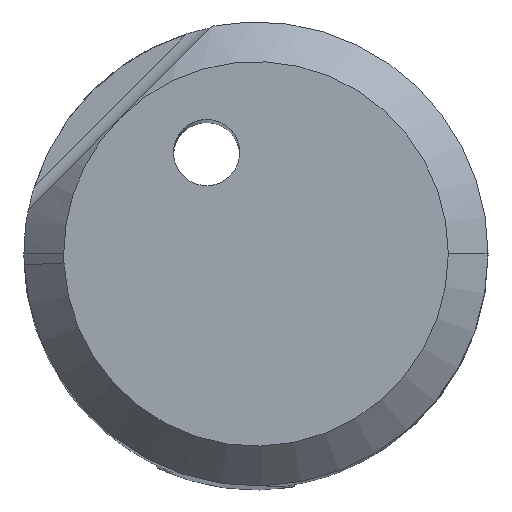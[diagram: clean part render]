
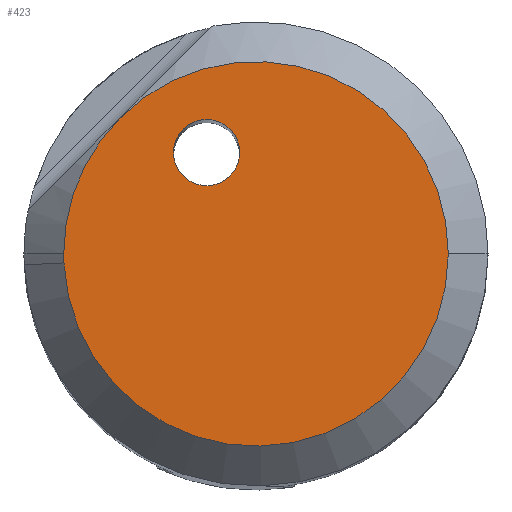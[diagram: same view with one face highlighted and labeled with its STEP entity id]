
A CAD part, top view. The second image highlights one B-rep face of the part: STEP entity #423.
In plain terms, the highlighted planar face has unit normal (0, 0, 1).
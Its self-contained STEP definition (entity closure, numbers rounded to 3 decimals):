
#162=AXIS2_PLACEMENT_3D('Circle Axis2P3D',#160,#161,$) ;
#187=AXIS2_PLACEMENT_3D('Circle Axis2P3D',#185,#186,$) ;
#362=AXIS2_PLACEMENT_3D('Circle Axis2P3D',#360,#361,$) ;
#392=AXIS2_PLACEMENT_3D('Plane Axis2P3D',#389,#390,#391) ;
#396=AXIS2_PLACEMENT_3D('Circle Axis2P3D',#394,#395,$) ;
#407=AXIS2_PLACEMENT_3D('Circle Axis2P3D',#405,#406,$) ;
#416=AXIS2_PLACEMENT_3D('Circle Axis2P3D',#414,#415,$) ;
#140=CARTESIAN_POINT('Vertex',(-2.897,-0.137,0.)) ;
#157=CARTESIAN_POINT('Vertex',(2.9,0.,0.)) ;
#160=CARTESIAN_POINT('Axis2P3D Location',(0.,0.,0.)) ;
#185=CARTESIAN_POINT('Axis2P3D Location',(0.,0.,0.)) ;
#189=CARTESIAN_POINT('Vertex',(-2.9,0.,0.)) ;
#360=CARTESIAN_POINT('Axis2P3D Location',(0.,0.,0.)) ;
#364=CARTESIAN_POINT('Vertex',(-2.051,2.051,0.)) ;
#389=CARTESIAN_POINT('Axis2P3D Location',(0.,0.,0.)) ;
#394=CARTESIAN_POINT('Axis2P3D Location',(0.,0.,0.)) ;
#405=CARTESIAN_POINT('Axis2P3D Location',(-0.745,1.528,0.)) ;
#409=CARTESIAN_POINT('Vertex',(-1.244,1.487,0.)) ;
#411=CARTESIAN_POINT('Vertex',(-0.247,1.569,0.)) ;
#414=CARTESIAN_POINT('Axis2P3D Location',(-0.745,1.528,0.)) ;
#161=DIRECTION('Axis2P3D Direction',(0.,0.,-1.)) ;
#186=DIRECTION('Axis2P3D Direction',(0.,0.,-1.)) ;
#361=DIRECTION('Axis2P3D Direction',(0.,0.,-1.)) ;
#390=DIRECTION('Axis2P3D Direction',(0.,0.,-1.)) ;
#391=DIRECTION('Axis2P3D XDirection',(-1.,0.,0.)) ;
#395=DIRECTION('Axis2P3D Direction',(0.,0.,-1.)) ;
#406=DIRECTION('Axis2P3D Direction',(0.,0.,-1.)) ;
#415=DIRECTION('Axis2P3D Direction',(0.,0.,-1.)) ;
#400=ORIENTED_EDGE('',*,*,#366,.F.) ;
#401=ORIENTED_EDGE('',*,*,#398,.F.) ;
#402=ORIENTED_EDGE('',*,*,#191,.F.) ;
#403=ORIENTED_EDGE('',*,*,#164,.F.) ;
#420=ORIENTED_EDGE('',*,*,#413,.T.) ;
#421=ORIENTED_EDGE('',*,*,#418,.T.) ;
#422=FACE_BOUND('',#419,.T.) ;
#423=ADVANCED_FACE('NOCUT',(#404,#422),#393,.F.) ;
#163=CIRCLE('generated circle',#162,2.9) ;
#188=CIRCLE('generated circle',#187,2.9) ;
#363=CIRCLE('generated circle',#362,2.9) ;
#397=CIRCLE('generated circle',#396,2.9) ;
#408=CIRCLE('generated circle',#407,0.5) ;
#417=CIRCLE('generated circle',#416,0.5) ;
#164=EDGE_CURVE('',#158,#141,#163,.T.) ;
#191=EDGE_CURVE('',#141,#190,#188,.T.) ;
#366=EDGE_CURVE('',#365,#158,#363,.T.) ;
#398=EDGE_CURVE('',#190,#365,#397,.T.) ;
#413=EDGE_CURVE('',#410,#412,#408,.T.) ;
#418=EDGE_CURVE('',#412,#410,#417,.T.) ;
#399=EDGE_LOOP('',(#400,#401,#402,#403)) ;
#419=EDGE_LOOP('',(#420,#421)) ;
#404=FACE_OUTER_BOUND('',#399,.T.) ;
#393=PLANE('',#392) ;
#141=VERTEX_POINT('',#140) ;
#158=VERTEX_POINT('',#157) ;
#190=VERTEX_POINT('',#189) ;
#365=VERTEX_POINT('',#364) ;
#410=VERTEX_POINT('',#409) ;
#412=VERTEX_POINT('',#411) ;
